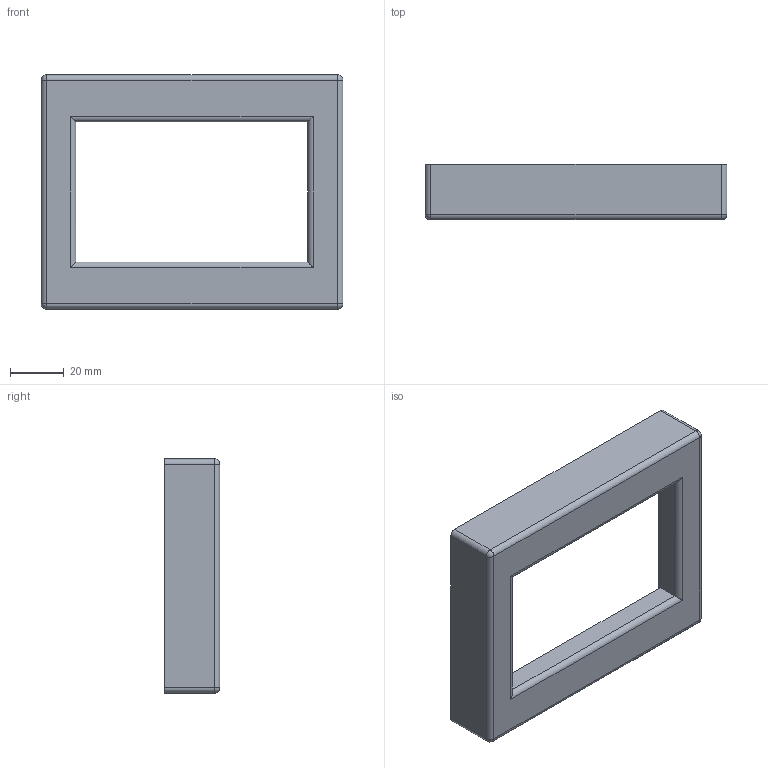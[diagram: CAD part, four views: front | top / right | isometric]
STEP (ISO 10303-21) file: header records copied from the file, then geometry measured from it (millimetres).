
FILE_DESCRIPTION (( 'STEP AP214' ), '1' );
FILE_NAME ('LCD_Cap.STEP', '2018-06-23T11:01:12', ( '' ), ( '' ), 'SwSTEP 2.0', 'SolidWorks 2017', '' );
FILE_SCHEMA (( 'AUTOMOTIVE_DESIGN' ));
Length unit declared in the file: millimetre
Products named in the file (2): LCD_Cap
Bounding box: 112 x 20.6 x 87 mm (x, y, z)
Volume: 62268.7 mm3; surface area: 25010.6 mm2
Topology: 1 solids, 1 shells, 40 faces, 96 edges, 56 vertices
Faces by surface type: plane 20, cylinder 16, sphere 4
Entity records: 1165 total; most frequent: CARTESIAN_POINT 202, DIRECTION 196, ORIENTED_EDGE 184, EDGE_CURVE 92, AXIS2_PLACEMENT_3D 66, LINE 64, VECTOR 64, VERTEX_POINT 56
